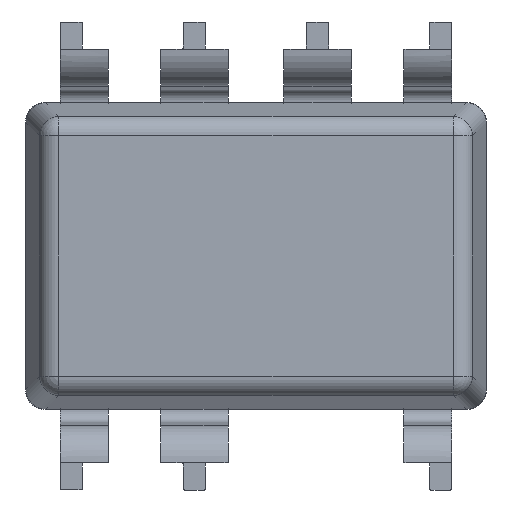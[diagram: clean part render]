
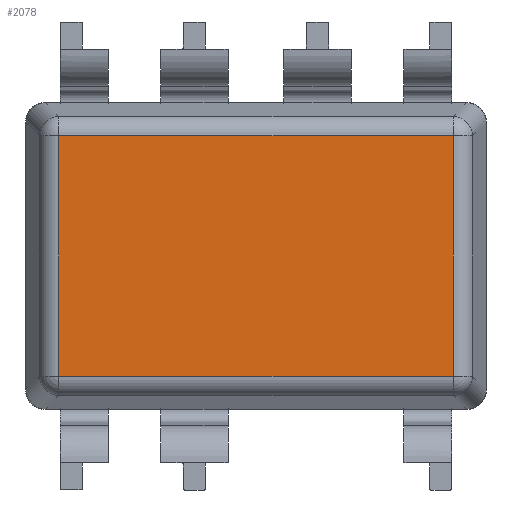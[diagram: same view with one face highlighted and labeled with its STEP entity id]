
A CAD part, front view. The second image highlights one B-rep face of the part: STEP entity #2078.
In plain terms, the highlighted planar face has unit normal (0, -1, 0).
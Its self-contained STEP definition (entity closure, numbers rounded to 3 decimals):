
#96 = AXIS2_PLACEMENT_3D ( 'NONE', #3490, #2121, #976 ) ;
#209 = CARTESIAN_POINT ( 'NONE',  ( -4.069, 0.203, 2.481 ) ) ;
#216 = ORIENTED_EDGE ( 'NONE', *, *, #1395, .T. ) ;
#250 = VECTOR ( 'NONE', #2648, 1000. ) ;
#976 = DIRECTION ( 'NONE',  ( 0., 0., 1. ) ) ;
#1028 = VERTEX_POINT ( 'NONE', #209 ) ;
#1076 = CARTESIAN_POINT ( 'NONE',  ( 4.069, 0.203, -2.481 ) ) ;
#1148 = EDGE_CURVE ( 'NONE', #2086, #1028, #1539, .T. ) ;
#1218 = LINE ( 'NONE', #2602, #3136 ) ;
#1221 = EDGE_LOOP ( 'NONE', ( #1555, #1345, #216, #3400 ) ) ;
#1247 = EDGE_CURVE ( 'NONE', #3122, #2086, #3618, .T. ) ;
#1283 = PLANE ( 'NONE',  #96 ) ;
#1345 = ORIENTED_EDGE ( 'NONE', *, *, #1810, .T. ) ;
#1395 = EDGE_CURVE ( 'NONE', #1537, #3122, #3176, .T. ) ;
#1495 = DIRECTION ( 'NONE',  ( 1., 0., 0. ) ) ;
#1537 = VERTEX_POINT ( 'NONE', #2774 ) ;
#1538 = CARTESIAN_POINT ( 'NONE',  ( 4.069, 0.203, 2.481 ) ) ;
#1539 = LINE ( 'NONE', #2392, #250 ) ;
#1555 = ORIENTED_EDGE ( 'NONE', *, *, #1148, .T. ) ;
#1772 = CARTESIAN_POINT ( 'NONE',  ( 4.763, 0.203, -2.481 ) ) ;
#1810 = EDGE_CURVE ( 'NONE', #1028, #1537, #1218, .T. ) ;
#1963 = CARTESIAN_POINT ( 'NONE',  ( 4.069, 0.203, 2.811 ) ) ;
#2078 = ADVANCED_FACE ( 'NONE', ( #2630 ), #1283, .F. ) ;
#2086 = VERTEX_POINT ( 'NONE', #1538 ) ;
#2121 = DIRECTION ( 'NONE',  ( 0., 1., 0. ) ) ;
#2210 = DIRECTION ( 'NONE',  ( 0., 0., 1. ) ) ;
#2392 = CARTESIAN_POINT ( 'NONE',  ( 4.763, 0.203, 2.481 ) ) ;
#2602 = CARTESIAN_POINT ( 'NONE',  ( -4.069, 0.203, 2.811 ) ) ;
#2630 = FACE_OUTER_BOUND ( 'NONE', #1221, .T. ) ;
#2648 = DIRECTION ( 'NONE',  ( -1., 0., 0. ) ) ;
#2774 = CARTESIAN_POINT ( 'NONE',  ( -4.069, 0.203, -2.481 ) ) ;
#2797 = VECTOR ( 'NONE', #2210, 1000. ) ;
#2857 = VECTOR ( 'NONE', #1495, 1000. ) ;
#2885 = DIRECTION ( 'NONE',  ( 0., 0., -1. ) ) ;
#3122 = VERTEX_POINT ( 'NONE', #1076 ) ;
#3136 = VECTOR ( 'NONE', #2885, 1000. ) ;
#3176 = LINE ( 'NONE', #1772, #2857 ) ;
#3400 = ORIENTED_EDGE ( 'NONE', *, *, #1247, .T. ) ;
#3490 = CARTESIAN_POINT ( 'NONE',  ( 4.763, 0.203, 2.811 ) ) ;
#3618 = LINE ( 'NONE', #1963, #2797 ) ;
